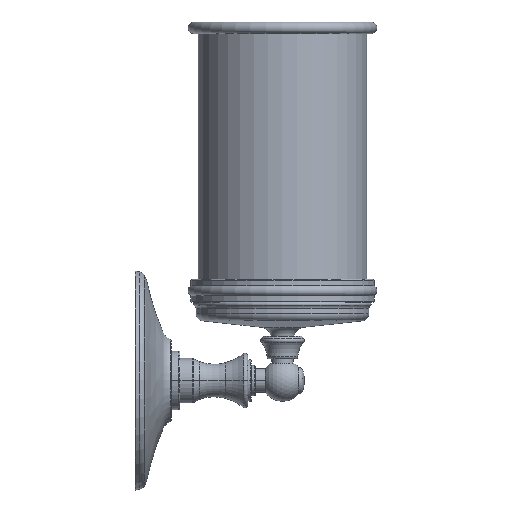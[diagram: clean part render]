
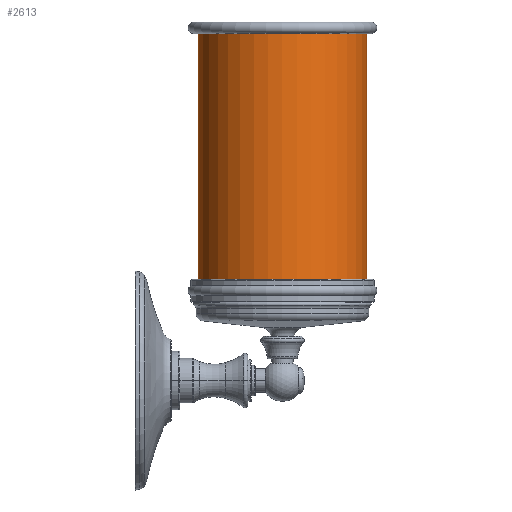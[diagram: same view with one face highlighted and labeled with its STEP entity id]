
A CAD part, top view. The second image highlights one B-rep face of the part: STEP entity #2613.
In plain terms, the highlighted cylindrical face has radius 46.5 mm (diameter 93 mm), a partial arc.
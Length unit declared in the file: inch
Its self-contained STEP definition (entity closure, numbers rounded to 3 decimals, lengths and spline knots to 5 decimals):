
#853=DIRECTION('',(0.,-1.,0.));
#854=VECTOR('',#853,5.49276);
#855=CARTESIAN_POINT('',(1.36429,7.68688,0.));
#856=LINE('',#855,#854);
#857=CARTESIAN_POINT('',(3.195,2.19413,0.));
#858=DIRECTION('',(0.,-1.,0.));
#859=DIRECTION('',(1.,0.,0.));
#860=AXIS2_PLACEMENT_3D('',#857,#858,#859);
#862=CARTESIAN_POINT('',(3.195,7.68688,0.));
#863=DIRECTION('',(0.,-1.,0.));
#864=DIRECTION('',(1.,0.,0.));
#865=AXIS2_PLACEMENT_3D('',#862,#863,#864);
#867=DIRECTION('',(0.,-1.,0.));
#868=VECTOR('',#867,5.49276);
#869=CARTESIAN_POINT('',(5.02571,7.68688,0.));
#870=LINE('',#869,#868);
#1285=CARTESIAN_POINT('',(1.36429,7.68688,0.));
#1286=CARTESIAN_POINT('',(5.02571,7.68688,0.));
#1287=VERTEX_POINT('',#1285);
#1288=VERTEX_POINT('',#1286);
#1321=CARTESIAN_POINT('',(1.36429,2.19413,0.));
#1322=CARTESIAN_POINT('',(5.02571,2.19413,0.));
#1323=VERTEX_POINT('',#1321);
#1324=VERTEX_POINT('',#1322);
#2601=CARTESIAN_POINT('',(3.195,7.68688,0.));
#2602=DIRECTION('',(0.,-1.,0.));
#2603=DIRECTION('',(-1.,0.,0.));
#2604=AXIS2_PLACEMENT_3D('',#2601,#2602,#2603);
#2605=CYLINDRICAL_SURFACE('',#2604,1.83071);
#2606=ORIENTED_EDGE('',*,*,#2581,.T.);
#2607=ORIENTED_EDGE('',*,*,#2596,.F.);
#2609=ORIENTED_EDGE('',*,*,#2608,.F.);
#2610=ORIENTED_EDGE('',*,*,#2592,.T.);
#2611=EDGE_LOOP('',(#2606,#2607,#2609,#2610));
#2612=FACE_OUTER_BOUND('',#2611,.F.);
#2613=ADVANCED_FACE('',(#2612),#2605,.T.);
#861=CIRCLE('',#860,1.83071);
#866=CIRCLE('',#865,1.83071);
#2581=EDGE_CURVE('',#1324,#1323,#861,.T.);
#2592=EDGE_CURVE('',#1288,#1324,#870,.T.);
#2596=EDGE_CURVE('',#1287,#1323,#856,.T.);
#2608=EDGE_CURVE('',#1288,#1287,#866,.T.);
